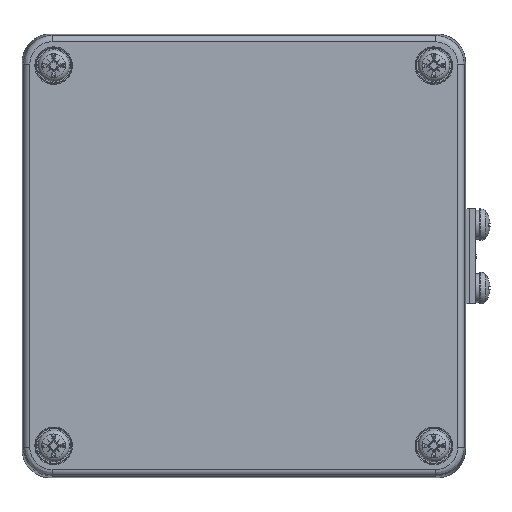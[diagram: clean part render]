
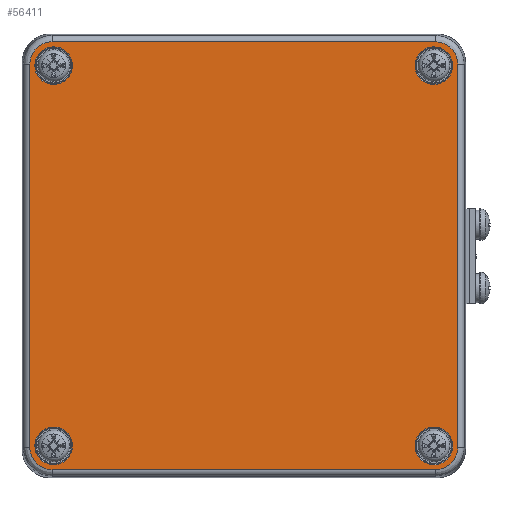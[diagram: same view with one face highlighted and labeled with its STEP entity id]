
A CAD part, top view. The second image highlights one B-rep face of the part: STEP entity #56411.
In plain terms, the highlighted face is planar.
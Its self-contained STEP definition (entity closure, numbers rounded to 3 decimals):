
#56288=CARTESIAN_POINT('',(-65.947,60.,-30.0));
#56289=VERTEX_POINT('',#56288);
#56290=CARTESIAN_POINT('',(-60.0,60.,-30.0));
#56291=DIRECTION('',(0.0,0.0,-1.0));
#56292=DIRECTION('',(1.0,0.0,0.0));
#56293=AXIS2_PLACEMENT_3D('',#56290,#56291,#56292);
#56294=CIRCLE('',#56293,5.947);
#56295=EDGE_CURVE('',#56289,#56289,#56294,.T.);
#56300=CARTESIAN_POINT('',(0.,0.,-30.0));
#56301=DIRECTION('',(0.0,0.0,1.0));
#56302=DIRECTION('',(1.0,0.0,0.0));
#56303=AXIS2_PLACEMENT_3D('',#56300,#56301,#56302);
#56304=PLANE('',#56303);
#56305=CARTESIAN_POINT('',(67.511,-60.512,-30.0));
#56306=VERTEX_POINT('',#56305);
#56307=CARTESIAN_POINT('',(67.511,60.512,-30.0));
#56308=VERTEX_POINT('',#56307);
#56309=CARTESIAN_POINT('',(67.511,-60.512,-30.0));
#56310=DIRECTION('',(0.0,1.0,0.0));
#56311=VECTOR('',#56310,121.024);
#56312=LINE('',#56309,#56311);
#56313=EDGE_CURVE('',#56306,#56308,#56312,.T.);
#56314=ORIENTED_EDGE('',*,*,#56313,.F.);
#56315=CARTESIAN_POINT('',(60.512,-67.511,-30.0));
#56316=VERTEX_POINT('',#56315);
#56317=CARTESIAN_POINT('',(60.51,-60.51,-30.0));
#56318=DIRECTION('',(0.0,0.0,1.0));
#56319=DIRECTION('',(0.707,-0.707,0.0));
#56320=AXIS2_PLACEMENT_3D('',#56317,#56318,#56319);
#56321=ELLIPSE('',#56320,7.002,7.);
#56322=EDGE_CURVE('',#56316,#56306,#56321,.T.);
#56323=ORIENTED_EDGE('',*,*,#56322,.F.);
#56324=CARTESIAN_POINT('',(-60.512,-67.511,-30.0));
#56325=VERTEX_POINT('',#56324);
#56326=CARTESIAN_POINT('',(-60.512,-67.511,-30.0));
#56327=DIRECTION('',(1.0,0.0,0.0));
#56328=VECTOR('',#56327,121.024);
#56329=LINE('',#56326,#56328);
#56330=EDGE_CURVE('',#56325,#56316,#56329,.T.);
#56331=ORIENTED_EDGE('',*,*,#56330,.F.);
#56332=CARTESIAN_POINT('',(-67.511,-60.512,-30.0));
#56333=VERTEX_POINT('',#56332);
#56334=CARTESIAN_POINT('',(-60.51,-60.51,-30.0));
#56335=DIRECTION('',(0.0,0.0,1.0));
#56336=DIRECTION('',(-0.707,-0.707,0.0));
#56337=AXIS2_PLACEMENT_3D('',#56334,#56335,#56336);
#56338=ELLIPSE('',#56337,7.002,7.);
#56339=EDGE_CURVE('',#56333,#56325,#56338,.T.);
#56340=ORIENTED_EDGE('',*,*,#56339,.F.);
#56341=CARTESIAN_POINT('',(-67.511,60.512,-30.0));
#56342=VERTEX_POINT('',#56341);
#56343=CARTESIAN_POINT('',(-67.511,60.512,-30.0));
#56344=DIRECTION('',(0.0,-1.0,0.0));
#56345=VECTOR('',#56344,121.024);
#56346=LINE('',#56343,#56345);
#56347=EDGE_CURVE('',#56342,#56333,#56346,.T.);
#56348=ORIENTED_EDGE('',*,*,#56347,.F.);
#56349=CARTESIAN_POINT('',(-60.512,67.511,-30.0));
#56350=VERTEX_POINT('',#56349);
#56351=CARTESIAN_POINT('',(-60.51,60.51,-30.0));
#56352=DIRECTION('',(0.0,0.0,1.0));
#56353=DIRECTION('',(-0.707,0.707,0.0));
#56354=AXIS2_PLACEMENT_3D('',#56351,#56352,#56353);
#56355=ELLIPSE('',#56354,7.002,7.);
#56356=EDGE_CURVE('',#56350,#56342,#56355,.T.);
#56357=ORIENTED_EDGE('',*,*,#56356,.F.);
#56358=CARTESIAN_POINT('',(60.512,67.511,-30.0));
#56359=VERTEX_POINT('',#56358);
#56360=CARTESIAN_POINT('',(60.512,67.511,-30.0));
#56361=DIRECTION('',(-1.0,0.0,0.0));
#56362=VECTOR('',#56361,121.024);
#56363=LINE('',#56360,#56362);
#56364=EDGE_CURVE('',#56359,#56350,#56363,.T.);
#56365=ORIENTED_EDGE('',*,*,#56364,.F.);
#56366=CARTESIAN_POINT('',(60.51,60.51,-30.0));
#56367=DIRECTION('',(0.0,0.0,1.0));
#56368=DIRECTION('',(0.707,0.707,0.0));
#56369=AXIS2_PLACEMENT_3D('',#56366,#56367,#56368);
#56370=ELLIPSE('',#56369,7.002,7.);
#56371=EDGE_CURVE('',#56308,#56359,#56370,.T.);
#56372=ORIENTED_EDGE('',*,*,#56371,.F.);
#56373=EDGE_LOOP('',(#56314,#56323,#56331,#56340,#56348,#56357,#56365,#56372));
#56374=FACE_OUTER_BOUND('',#56373,.T.);
#56375=CARTESIAN_POINT('',(-65.947,-60.0,-30.0));
#56376=VERTEX_POINT('',#56375);
#56377=CARTESIAN_POINT('',(-60.,-60.0,-30.0));
#56378=DIRECTION('',(0.0,0.0,-1.0));
#56379=DIRECTION('',(1.0,0.0,0.0));
#56380=AXIS2_PLACEMENT_3D('',#56377,#56378,#56379);
#56381=CIRCLE('',#56380,5.947);
#56382=EDGE_CURVE('',#56376,#56376,#56381,.T.);
#56383=ORIENTED_EDGE('',*,*,#56382,.F.);
#56384=EDGE_LOOP('',(#56383));
#56385=FACE_BOUND('',#56384,.T.);
#56386=CARTESIAN_POINT('',(54.053,-60.,-30.0));
#56387=VERTEX_POINT('',#56386);
#56388=CARTESIAN_POINT('',(60.,-60.,-30.0));
#56389=DIRECTION('',(0.0,0.0,-1.0));
#56390=DIRECTION('',(1.0,0.0,0.0));
#56391=AXIS2_PLACEMENT_3D('',#56388,#56389,#56390);
#56392=CIRCLE('',#56391,5.947);
#56393=EDGE_CURVE('',#56387,#56387,#56392,.T.);
#56394=ORIENTED_EDGE('',*,*,#56393,.F.);
#56395=EDGE_LOOP('',(#56394));
#56396=FACE_BOUND('',#56395,.T.);
#56397=CARTESIAN_POINT('',(54.053,60.,-30.0));
#56398=VERTEX_POINT('',#56397);
#56399=CARTESIAN_POINT('',(60.0,60.,-30.0));
#56400=DIRECTION('',(0.0,0.0,-1.0));
#56401=DIRECTION('',(1.0,0.0,0.0));
#56402=AXIS2_PLACEMENT_3D('',#56399,#56400,#56401);
#56403=CIRCLE('',#56402,5.947);
#56404=EDGE_CURVE('',#56398,#56398,#56403,.T.);
#56405=ORIENTED_EDGE('',*,*,#56404,.F.);
#56406=EDGE_LOOP('',(#56405));
#56407=FACE_BOUND('',#56406,.T.);
#56408=ORIENTED_EDGE('',*,*,#56295,.F.);
#56409=EDGE_LOOP('',(#56408));
#56410=FACE_BOUND('',#56409,.T.);
#56411=ADVANCED_FACE('',(#56374,#56385,#56396,#56407,#56410),#56304,.F.);
